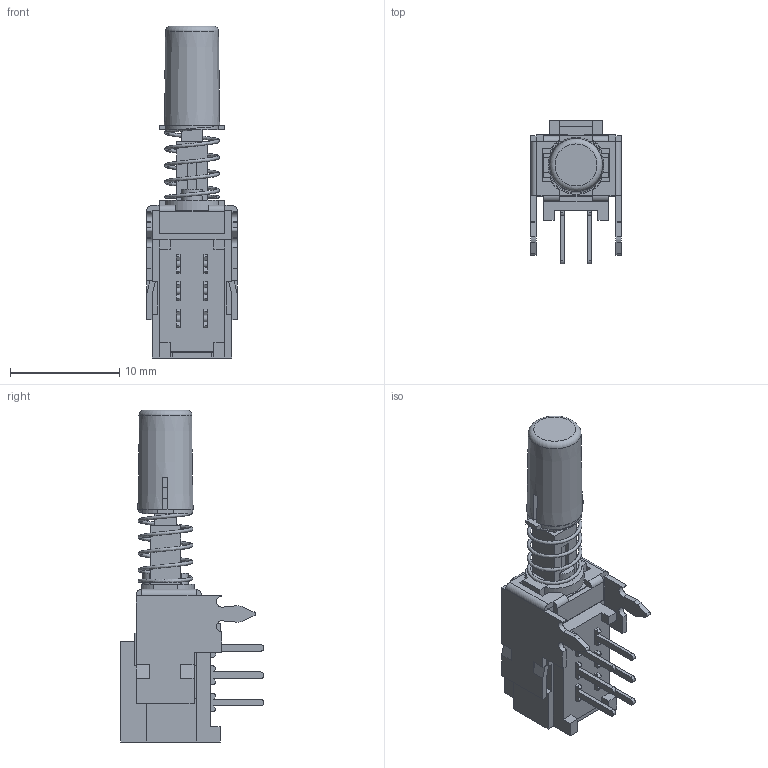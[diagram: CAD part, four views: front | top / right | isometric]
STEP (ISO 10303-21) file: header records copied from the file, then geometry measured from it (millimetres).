
FILE_DESCRIPTION(/* description */ (''),/* implementation_level */ '2;1');
FILE_NAME(/* name */ 'PBH2UxxKZXNAG1Rxxx.stp',/* time_stamp */ '2025-05-28T09:13:25-05:00',/* author */ ('mroman'),/* organization */ (''),/* preprocessor_version */ 'ST-DEVELOPER v18.1',/* originating_system */ 'Autodesk Inventor 2022',/* authorisation */ '');
FILE_SCHEMA (('AUTOMOTIVE_DESIGN { 1 0 10303 214 3 1 1 }'));
Length unit declared in the file: centimetre
Products named in the file (1): PBH2UxxKZXNAG1Rxxx
Bounding box: 8.3 x 13.15 x 30.34 mm (x, y, z)
Volume: 710.4 mm3; surface area: 1756.2 mm2
Topology: 1 solids, 1 shells, 450 faces, 1323 edges, 857 vertices
Faces by surface type: plane 388, cylinder 56, bspline 4, torus 1, cone 1
Entity records: 16153 total; most frequent: CARTESIAN_POINT 4080, ORIENTED_EDGE 2644, DIRECTION 2313, EDGE_CURVE 1322, LINE 1179, VECTOR 1179, VERTEX_POINT 857, AXIS2_PLACEMENT_3D 567
